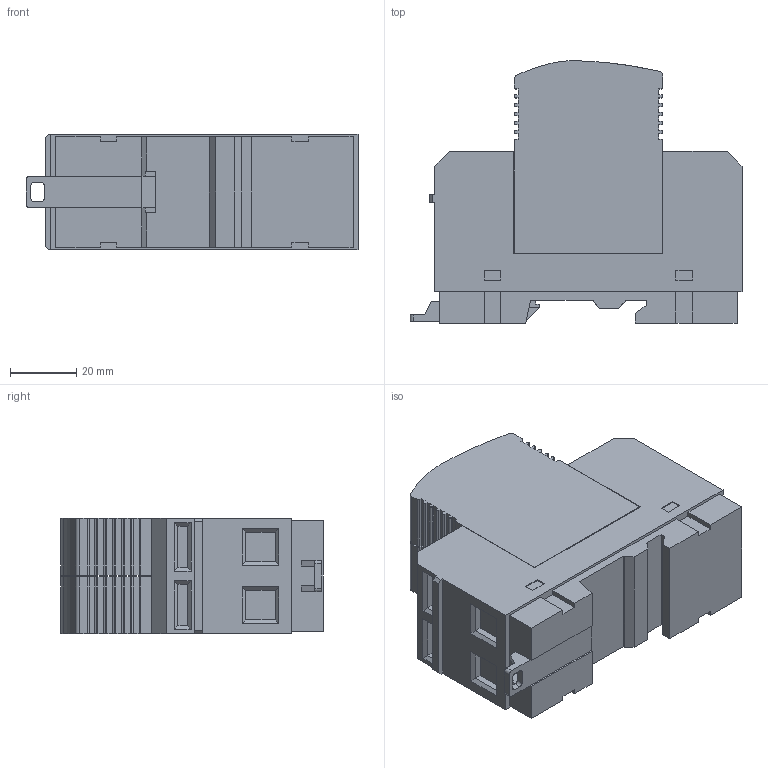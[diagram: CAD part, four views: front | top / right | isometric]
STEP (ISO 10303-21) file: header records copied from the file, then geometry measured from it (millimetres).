
FILE_DESCRIPTION (( 'STEP AP203' ), '1' );
FILE_NAME ('ﾃﾑﾊ1 1+1.STEP', '2024-04-19T09:29:15', ( '' ), ( '' ), 'SwSTEP 2.0', 'SolidWorks 2018', '' );
FILE_SCHEMA (( 'CONFIG_CONTROL_DESIGN' ));
Length unit declared in the file: millimetre
Products named in the file (3): ﾃﾑﾊ1 1+1; DIN 7985 (H) - M6x10-H; PIIIM 1+1 DS
Assembly tree (4 placements, depth 2):
  ﾃﾑﾊ1 1+1
    PIIIM 1+1 DS
    DIN 7985 (H) - M6x10-H  x3
Bounding box: 100.5 x 79.45 x 35 mm (x, y, z)
Volume: 1958.6 mm3; surface area: 38111.1 mm2
Topology: 3 solids, 5 shells, 474 faces, 1263 edges, 818 vertices
Faces by surface type: plane 323, cylinder 82, cone 60, bspline 9
Entity records: 12442 total; most frequent: CARTESIAN_POINT 2286, ORIENTED_EDGE 2070, DIRECTION 1989, EDGE_CURVE 1039, LINE 827, VECTOR 827, VERTEX_POINT 674, AXIS2_PLACEMENT_3D 581
